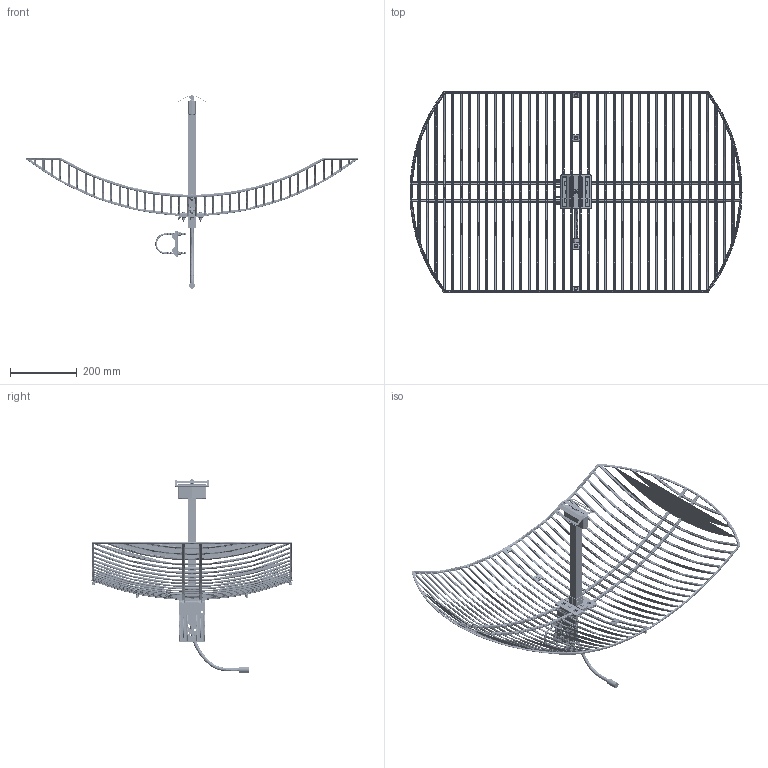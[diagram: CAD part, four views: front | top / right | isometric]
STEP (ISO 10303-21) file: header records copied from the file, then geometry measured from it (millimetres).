
FILE_DESCRIPTION (( 'STEP AP214' ), '1' );
FILE_NAME ('HG2424EG.STEP', '2018-01-17T17:15:17', ( '' ), ( '' ), 'SwSTEP 2.0', 'SolidWorks 2014', '' );
FILE_SCHEMA (( 'AUTOMOTIVE_DESIGN' ));
Length unit declared in the file: inch
Products named in the file (11): XA-FH2424EG_F-Horn; Grid-1_LockWasher; Grid-1_hexnut; Grid-1_FlatWasher; .25-20x1.0 Bolt-hex; .25-20x.6 Bolt-hex; HG2424EG_Ubolt; HG2424EG_Swivel-L-Bracket; Grid-1; HG2424EG; 400FeedHorn Coax
Assembly tree (38 placements, depth 2):
  HG2424EG
    Grid-1
    HG2424EG_Swivel-L-Bracket
    HG2424EG_Ubolt  x2
    .25-20x.6 Bolt-hex  x4
    .25-20x1.0 Bolt-hex  x4
    Grid-1_FlatWasher  x8
    Grid-1_hexnut  x8
    Grid-1_LockWasher  x8
    XA-FH2424EG_F-Horn
    400FeedHorn Coax
Bounding box: 992.47 x 601.41 x 577.78 mm (x, y, z)
Volume: 1009541.2 mm3; surface area: 732175.3 mm2
Topology: 77 solids, 78 shells, 3068 faces, 6946 edges, 3845 vertices
Faces by surface type: cone 1100, plane 803, bspline 663, cylinder 399, torus 95, sphere 8
Full cylindrical faces by diameter (mm): 2.032 x5, 2.184 x1, 3.226 x1, 5.182 x4, 6.274 x8, 6.426 x4, 6.452 x8, 6.604 x12, 6.706 x4, 6.858 x3, 6.909 x4, 6.985 x1, 7.464 x4, 9.982 x4, 10.16 x1, 12.09 x8, 12.7 x4, 17.526 x1, 40.514 x1
Entity records: 86426 total; most frequent: CARTESIAN_POINT 26583, ORIENTED_EDGE 8168, DIRECTION 7754, EDGE_CURVE 4084, AXIS2_PLACEMENT_3D 3201, EDGE_LOOP 2683, VERTEX_POINT 2637, FACE_OUTER_BOUND 2129
